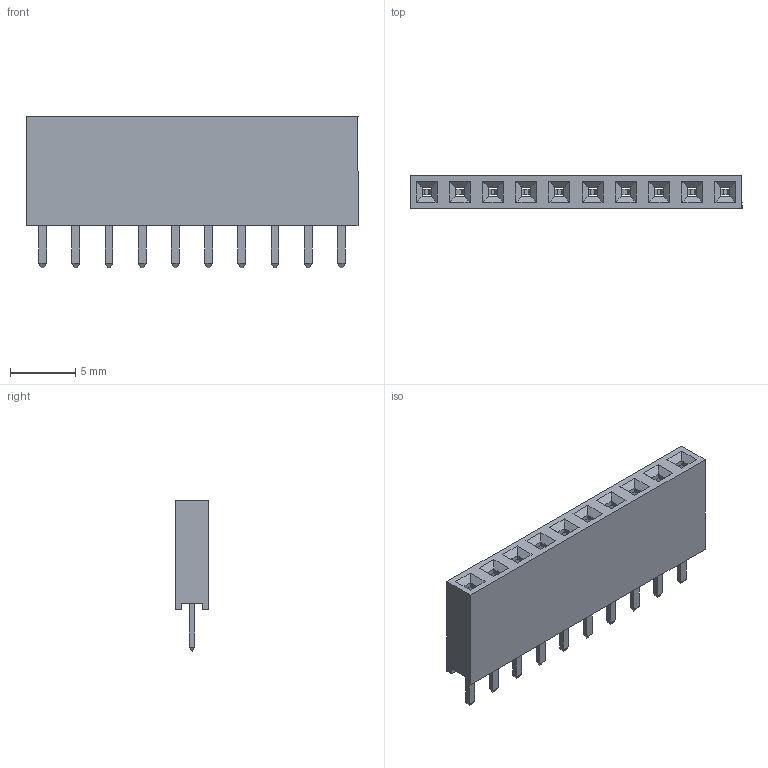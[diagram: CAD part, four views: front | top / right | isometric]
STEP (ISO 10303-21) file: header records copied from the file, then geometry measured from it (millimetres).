
FILE_DESCRIPTION (( 'STEP AP214' ), '1' );
FILE_NAME ('User Library-PBS-10.STEP', '2017-05-23T08:07:03', ( 'Windows User' ), ( '' ), 'SwSTEP 2.0', 'SolidWorks 2017', '' );
FILE_SCHEMA (( 'AUTOMOTIVE_DESIGN' ));
Length unit declared in the file: millimetre
Products named in the file (1): User Library-PBS-10
Bounding box: 25.4 x 2.54 x 11.6 mm (x, y, z)
Volume: 323.3 mm3; surface area: 1433 mm2
Topology: 1 solids, 1 shells, 300 faces, 874 edges, 556 vertices
Faces by surface type: plane 280, cylinder 20
Entity records: 11061 total; most frequent: ORIENTED_EDGE 1748, CARTESIAN_POINT 1731, DIRECTION 1516, EDGE_CURVE 874, LINE 834, VECTOR 834, VERTEX_POINT 556, AXIS2_PLACEMENT_3D 341
